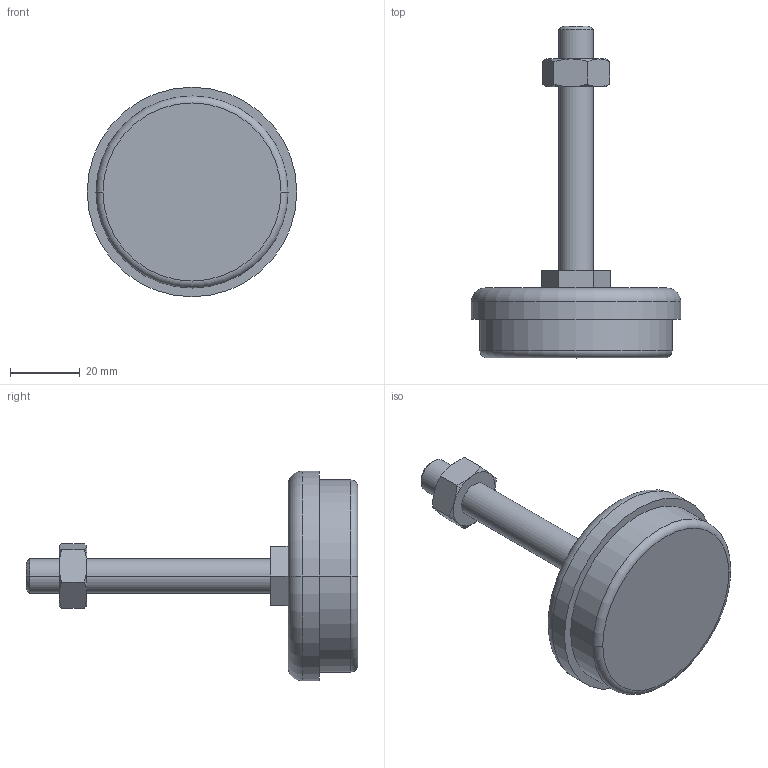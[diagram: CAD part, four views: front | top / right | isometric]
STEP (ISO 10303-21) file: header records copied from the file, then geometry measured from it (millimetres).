
FILE_DESCRIPTION (( 'STEP AP214' ), '1' );
FILE_NAME ('2.3.003.060.STEP', '2023-04-10T12:02:14', ( '' ), ( '' ), 'SwSTEP 2.0', 'SolidWorks 2016', '' );
FILE_SCHEMA (( 'AUTOMOTIVE_DESIGN' ));
Length unit declared in the file: millimetre
Products named in the file (3): 45X45 M10 KROM LEVEL AYAK; M10; 2.3.003.060
Assembly tree (2 placements, depth 2):
  2.3.003.060
    45X45 M10 KROM LEVEL AYAK
    M10
Bounding box: 60 x 95 x 60 mm (x, y, z)
Volume: 59074 mm3; surface area: 12270.2 mm2
Topology: 2 solids, 2 shells, 51 faces, 110 edges, 66 vertices
Faces by surface type: cone 20, plane 19, cylinder 8, torus 4
Entity records: 2011 total; most frequent: CARTESIAN_POINT 352, DIRECTION 244, ORIENTED_EDGE 220, EDGE_CURVE 110, AXIS2_PLACEMENT_3D 102, VERTEX_POINT 66, EDGE_LOOP 56, FACE_OUTER_BOUND 51
